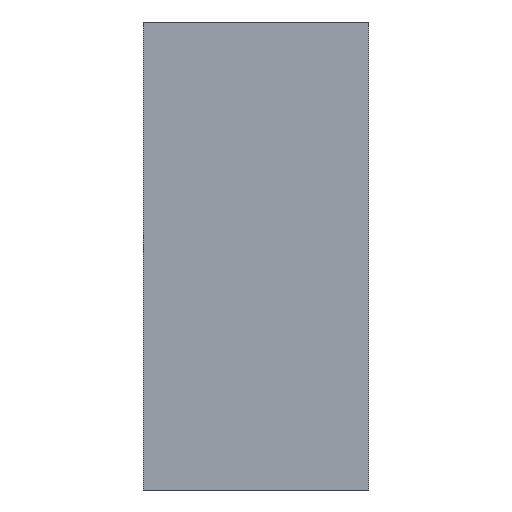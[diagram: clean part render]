
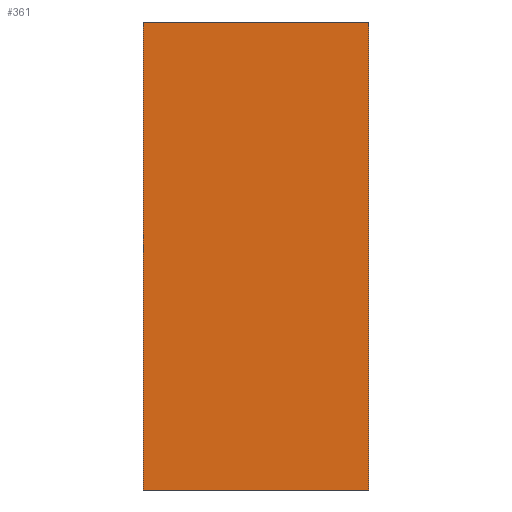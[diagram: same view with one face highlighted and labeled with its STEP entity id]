
A CAD part, left-side view. The second image highlights one B-rep face of the part: STEP entity #361.
In plain terms, the highlighted planar face has unit normal (-1, 0, 0).
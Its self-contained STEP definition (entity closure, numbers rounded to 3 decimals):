
#48 = EDGE_CURVE ( 'NONE', #998, #721, #498, .T. ) ;
#86 = CARTESIAN_POINT ( 'NONE',  ( -23.5, 79.85, -8.414 ) ) ;
#99 = DIRECTION ( 'NONE',  ( 1., 0., 0. ) ) ;
#124 = CARTESIAN_POINT ( 'NONE',  ( -23.5, 79.85, -21.586 ) ) ;
#132 = CARTESIAN_POINT ( 'NONE',  ( -23.5, 79.85, -8.414 ) ) ;
#152 = CARTESIAN_POINT ( 'NONE',  ( -23.5, 79.85, -21.586 ) ) ;
#157 = VERTEX_POINT ( 'NONE', #296 ) ;
#208 = DIRECTION ( 'NONE',  ( 0., -1., 0. ) ) ;
#240 = CARTESIAN_POINT ( 'NONE',  ( -23.5, 73.5, -21.586 ) ) ;
#247 = FACE_OUTER_BOUND ( 'NONE', #290, .T. ) ;
#256 = VERTEX_POINT ( 'NONE', #132 ) ;
#279 = ORIENTED_EDGE ( 'NONE', *, *, #48, .T. ) ;
#290 = EDGE_LOOP ( 'NONE', ( #936, #325, #403, #279 ) ) ;
#296 = CARTESIAN_POINT ( 'NONE',  ( -23.5, 73.5, -8.414 ) ) ;
#325 = ORIENTED_EDGE ( 'NONE', *, *, #505, .F. ) ;
#326 = DIRECTION ( 'NONE',  ( 0., 0., 1. ) ) ;
#340 = DIRECTION ( 'NONE',  ( 0., -1., 0. ) ) ;
#361 = ADVANCED_FACE ( 'NONE', ( #247 ), #961, .F. ) ;
#366 = DIRECTION ( 'NONE',  ( 0., 0., 1. ) ) ;
#403 = ORIENTED_EDGE ( 'NONE', *, *, #820, .F. ) ;
#480 = CARTESIAN_POINT ( 'NONE',  ( -23.5, 73.5, -21.586 ) ) ;
#493 = VECTOR ( 'NONE', #340, 1000. ) ;
#498 = LINE ( 'NONE', #787, #667 ) ;
#505 = EDGE_CURVE ( 'NONE', #256, #157, #864, .T. ) ;
#600 = LINE ( 'NONE', #240, #683 ) ;
#640 = EDGE_CURVE ( 'NONE', #721, #157, #600, .T. ) ;
#667 = VECTOR ( 'NONE', #208, 1000. ) ;
#683 = VECTOR ( 'NONE', #366, 1000. ) ;
#721 = VERTEX_POINT ( 'NONE', #480 ) ;
#787 = CARTESIAN_POINT ( 'NONE',  ( -23.5, 79.85, -21.586 ) ) ;
#794 = CARTESIAN_POINT ( 'NONE',  ( -23.5, 79.85, -21.586 ) ) ;
#820 = EDGE_CURVE ( 'NONE', #998, #256, #884, .T. ) ;
#864 = LINE ( 'NONE', #86, #493 ) ;
#875 = AXIS2_PLACEMENT_3D ( 'NONE', #124, #99, #1046 ) ;
#884 = LINE ( 'NONE', #152, #1054 ) ;
#936 = ORIENTED_EDGE ( 'NONE', *, *, #640, .T. ) ;
#961 = PLANE ( 'NONE',  #875 ) ;
#998 = VERTEX_POINT ( 'NONE', #794 ) ;
#1046 = DIRECTION ( 'NONE',  ( 0., 0., -1. ) ) ;
#1054 = VECTOR ( 'NONE', #326, 1000. ) ;
